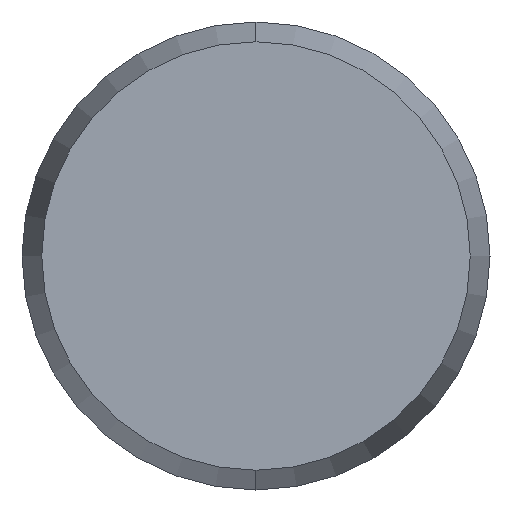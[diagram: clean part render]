
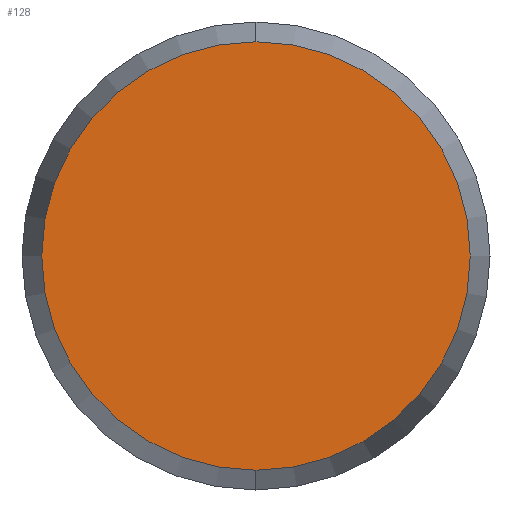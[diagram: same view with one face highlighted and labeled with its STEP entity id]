
A CAD part, left-side view. The second image highlights one B-rep face of the part: STEP entity #128.
In plain terms, the highlighted planar face has unit normal (-1, 0, 0).
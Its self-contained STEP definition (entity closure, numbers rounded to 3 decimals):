
#4 = DIRECTION ( 'NONE',  ( 0., 0., -1. ) ) ;
#5 = ORIENTED_EDGE ( 'NONE', *, *, #65, .T. ) ;
#6 = CIRCLE ( 'NONE', #126, 1.831 ) ;
#12 = EDGE_CURVE ( 'NONE', #137, #16, #114, .T. ) ;
#16 = VERTEX_POINT ( 'NONE', #149 ) ;
#44 = DIRECTION ( 'NONE',  ( 0., 0., 1. ) ) ;
#65 = EDGE_CURVE ( 'NONE', #16, #137, #6, .T. ) ;
#74 = DIRECTION ( 'NONE',  ( -1., 0., 0. ) ) ;
#89 = CARTESIAN_POINT ( 'NONE',  ( 0., 1.831, 0. ) ) ;
#96 = EDGE_LOOP ( 'NONE', ( #131, #5 ) ) ;
#114 = CIRCLE ( 'NONE', #156, 1.831 ) ;
#117 = CARTESIAN_POINT ( 'NONE',  ( 0., 0., 0. ) ) ;
#122 = DIRECTION ( 'NONE',  ( 1., 0., 0. ) ) ;
#126 = AXIS2_PLACEMENT_3D ( 'NONE', #162, #168, #223 ) ;
#128 = ADVANCED_FACE ( 'NONE', ( #212 ), #219, .F. ) ;
#131 = ORIENTED_EDGE ( 'NONE', *, *, #12, .T. ) ;
#137 = VERTEX_POINT ( 'NONE', #214 ) ;
#149 = CARTESIAN_POINT ( 'NONE',  ( 0., 0., 1.831 ) ) ;
#156 = AXIS2_PLACEMENT_3D ( 'NONE', #117, #74, #44 ) ;
#162 = CARTESIAN_POINT ( 'NONE',  ( 0., 0., 0. ) ) ;
#168 = DIRECTION ( 'NONE',  ( -1., 0., 0. ) ) ;
#180 = AXIS2_PLACEMENT_3D ( 'NONE', #89, #122, #4 ) ;
#212 = FACE_OUTER_BOUND ( 'NONE', #96, .T. ) ;
#214 = CARTESIAN_POINT ( 'NONE',  ( 0., 0., -1.831 ) ) ;
#219 = PLANE ( 'NONE',  #180 ) ;
#223 = DIRECTION ( 'NONE',  ( 0., 0., 1. ) ) ;
